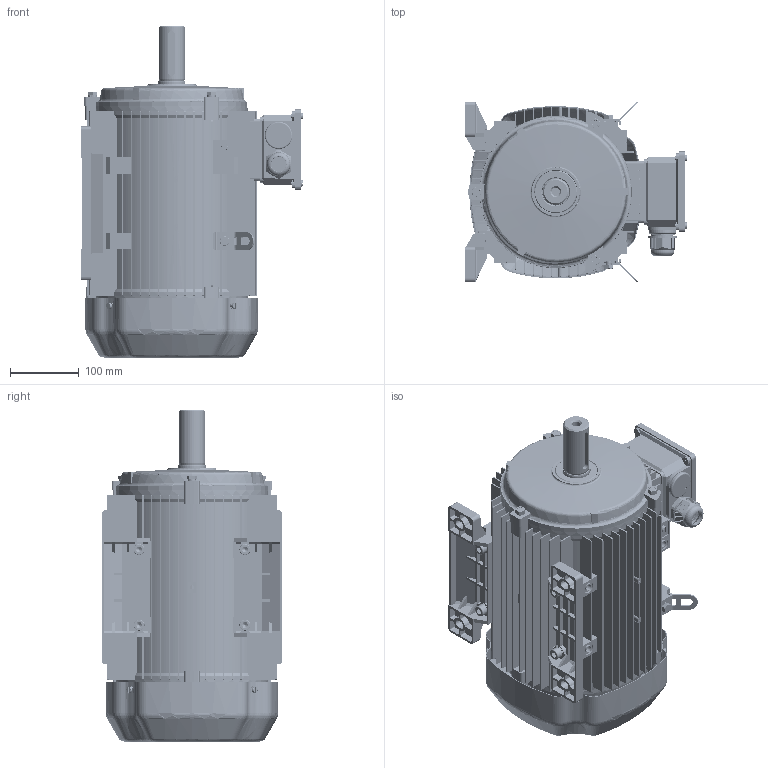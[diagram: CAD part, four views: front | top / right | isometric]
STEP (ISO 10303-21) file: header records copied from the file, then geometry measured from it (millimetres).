
FILE_DESCRIPTION(/* description */ (''),/* implementation_level */ '2;1');
FILE_NAME(/* name */ 'JL3-132M-B3.stp',/* time_stamp */ '2016-06-18T16:18:02+08:00',/* author */ (''),/* organization */ (''),/* preprocessor_version */ 'ST-DEVELOPER v15',/* originating_system */ 'SIEMENS PLM Software NX 8.5',/* authorisation */ '');
FILE_SCHEMA (('AUTOMOTIVE_DESIGN { 1 0 10303 214 3 1 1 1 }'));
Length unit declared in the file: millimetre
Products named in the file (1): pc0F00E23Eyjce
Bounding box: 323 x 263.33 x 483 mm (x, y, z)
Volume: 3473543.4 mm3; surface area: 1796132.9 mm2
Topology: 63 solids, 63 shells, 5191 faces, 14584 edges, 9652 vertices
Faces by surface type: plane 2765, cylinder 1742, bspline 288, cone 206, torus 190
Full cylindrical faces by diameter (mm): 2 x4, 4.2 x4, 4.48 x9, 4.8 x10, 5 x30, 5.3 x5, 5.8 x14, 6 x1, 7.188 x6, 8 x15, 8.58 x2, 9.1 x6, 10 x27, 10.715 x4, 11 x6, 12 x13, 13 x4, 14.785 x2, 16 x8, 17 x4, 17.785 x4, 18 x12, 22 x1, 26 x4, 27.2 x1, 28.2 x3, 30 x10, 31 x6, 32 x18, 33 x6
Entity records: 217550 total; most frequent: CARTESIAN_POINT 83445, ORIENTED_EDGE 27746, DIRECTION 25315, EDGE_CURVE 13873, VERTEX_POINT 9365, AXIS2_PLACEMENT_3D 8766, LINE 7783, VECTOR 7783
